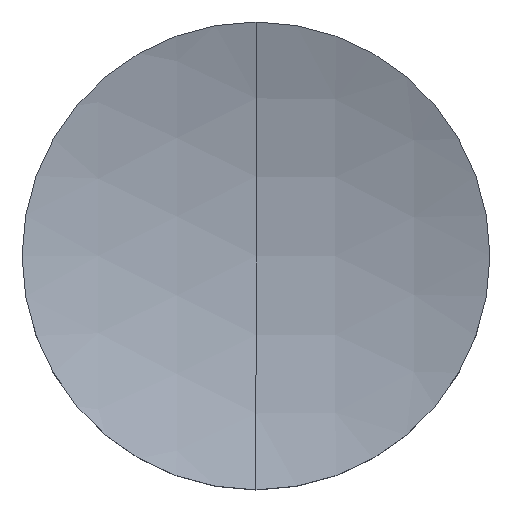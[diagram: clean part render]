
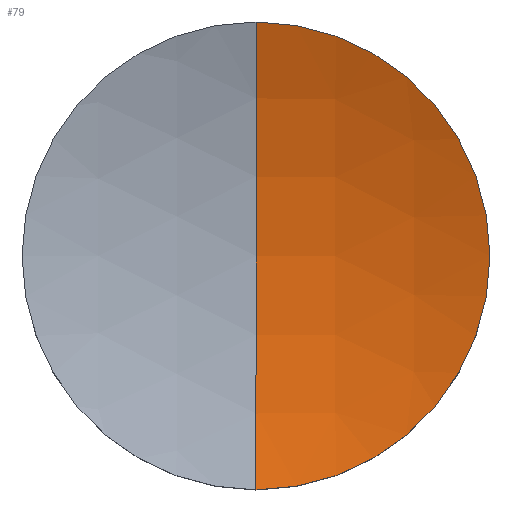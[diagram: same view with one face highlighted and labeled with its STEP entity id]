
A CAD part, top view. The second image highlights one B-rep face of the part: STEP entity #79.
In plain terms, the highlighted spherical face has radius 38.59 mm.
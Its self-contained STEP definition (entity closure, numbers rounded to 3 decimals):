
#46 = EDGE_CURVE ( 'NONE', #52, #72, #129, .T. ) ;
#49 = ORIENTED_EDGE ( 'NONE', *, *, #93, .T. ) ;
#50 = VERTEX_POINT ( 'NONE', #118 ) ;
#51 = ORIENTED_EDGE ( 'NONE', *, *, #46, .T. ) ;
#52 = VERTEX_POINT ( 'NONE', #109 ) ;
#56 = VERTEX_POINT ( 'NONE', #147 ) ;
#58 = EDGE_CURVE ( 'NONE', #50, #56, #142, .T. ) ;
#61 = ORIENTED_EDGE ( 'NONE', *, *, #63, .T. ) ;
#63 = EDGE_CURVE ( 'NONE', #72, #56, #127, .T. ) ;
#72 = VERTEX_POINT ( 'NONE', #203 ) ;
#78 = EDGE_LOOP ( 'NONE', ( #80, #49, #51, #61 ) ) ;
#79 = ADVANCED_FACE ( 'NONE', ( #184 ), #175, .F. ) ;
#80 = ORIENTED_EDGE ( 'NONE', *, *, #58, .F. ) ;
#93 = EDGE_CURVE ( 'NONE', #50, #52, #237, .T. ) ;
#98 = AXIS2_PLACEMENT_3D ( 'NONE', #113, #105, #140 ) ;
#105 = DIRECTION ( 'NONE',  ( 0., 0., 1. ) ) ;
#109 = CARTESIAN_POINT ( 'NONE',  ( 0., -12.7, 2.825 ) ) ;
#113 = CARTESIAN_POINT ( 'NONE',  ( 0., 0., 2.825 ) ) ;
#114 = DIRECTION ( 'NONE',  ( 0., 0., -1. ) ) ;
#115 = DIRECTION ( 'NONE',  ( 1., 0., 0. ) ) ;
#116 = AXIS2_PLACEMENT_3D ( 'NONE', #141, #115, #114 ) ;
#118 = CARTESIAN_POINT ( 'NONE',  ( 0., 0., 0.675 ) ) ;
#123 = DIRECTION ( 'NONE',  ( 1., 0., 0. ) ) ;
#124 = DIRECTION ( 'NONE',  ( 0., 0., 1. ) ) ;
#125 = CARTESIAN_POINT ( 'NONE',  ( 0., 0., 2.825 ) ) ;
#126 = AXIS2_PLACEMENT_3D ( 'NONE', #125, #124, #123 ) ;
#127 = CIRCLE ( 'NONE', #126, 12.7 ) ;
#129 = CIRCLE ( 'NONE', #98, 12.7 ) ;
#140 = DIRECTION ( 'NONE',  ( 1., 0., 0. ) ) ;
#141 = CARTESIAN_POINT ( 'NONE',  ( 0., 0., 39.265 ) ) ;
#142 = CIRCLE ( 'NONE', #116, 38.59 ) ;
#147 = CARTESIAN_POINT ( 'NONE',  ( 0., 12.7, 2.825 ) ) ;
#175 = SPHERICAL_SURFACE ( 'NONE', #187, 38.59 ) ;
#184 = FACE_OUTER_BOUND ( 'NONE', #78, .T. ) ;
#185 = DIRECTION ( 'NONE',  ( -1., 0., 0. ) ) ;
#186 = CARTESIAN_POINT ( 'NONE',  ( 0., 0., 39.265 ) ) ;
#187 = AXIS2_PLACEMENT_3D ( 'NONE', #186, #185, #217 ) ;
#203 = CARTESIAN_POINT ( 'NONE',  ( 12.7, 0., 2.825 ) ) ;
#217 = DIRECTION ( 'NONE',  ( 0., 1., 0. ) ) ;
#230 = DIRECTION ( 'NONE',  ( -1., 0., 0. ) ) ;
#231 = DIRECTION ( 'NONE',  ( 0., -1., 0. ) ) ;
#237 = CIRCLE ( 'NONE', #239, 38.59 ) ;
#239 = AXIS2_PLACEMENT_3D ( 'NONE', #244, #230, #231 ) ;
#244 = CARTESIAN_POINT ( 'NONE',  ( 0., 0., 39.265 ) ) ;
